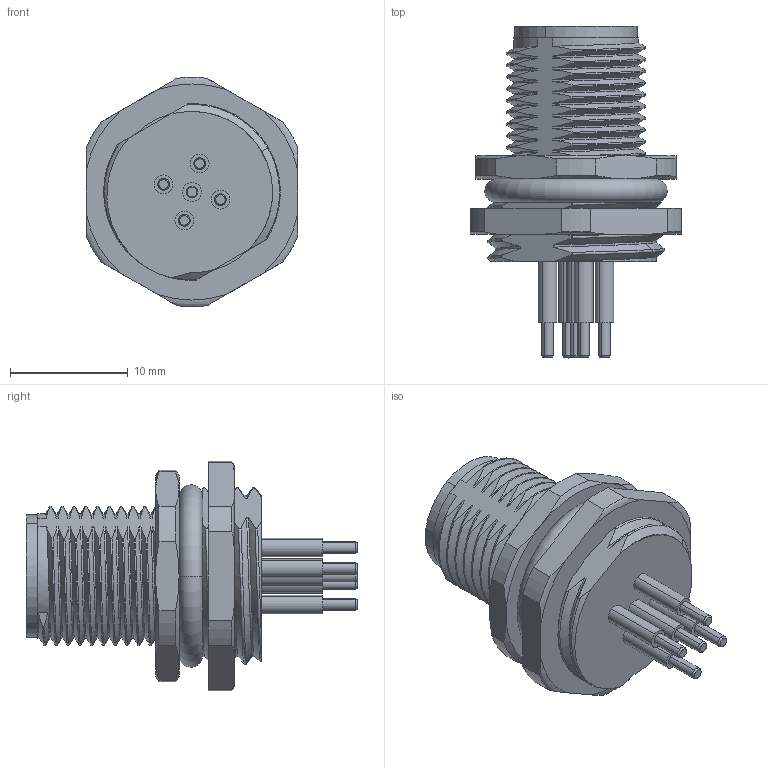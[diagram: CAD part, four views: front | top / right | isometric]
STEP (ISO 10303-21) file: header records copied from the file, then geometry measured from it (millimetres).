
FILE_DESCRIPTION((''),'2;1');
FILE_NAME('M12-M05A-BK-PG9-D_SW0001','2017-07-27T',('hq.zhang'),(''),'PRO/ENGINEER BY PARAMETRIC TECHNOLOGY CORPORATION, 2012480','PRO/ENGINEER BY PARAMETRIC TECHNOLOGY CORPORATION, 2012480','');
FILE_SCHEMA(('AUTOMOTIVE_DESIGN { 1 0 10303 214 1 1 1 1 }'));
Length unit declared in the file: millimetre
Products named in the file (1): M12-M05A-BK-PG9-D_SW0001
Bounding box: 18 x 28.2 x 19.48 mm (x, y, z)
Volume: 2527.4 mm3; surface area: 2518.1 mm2
Topology: 1 solids, 1 shells, 381 faces, 1077 edges, 706 vertices
Faces by surface type: bspline 96, cylinder 93, plane 88, extrusion 43, cone 40, torus 11, sphere 10
Entity records: 22022 total; most frequent: CARTESIAN_POINT 13019, ORIENTED_EDGE 2134, DIRECTION 1408, EDGE_CURVE 1067, VERTEX_POINT 706, AXIS2_PLACEMENT_3D 476, B_SPLINE_CURVE_WITH_KNOTS 463, VECTOR 456
